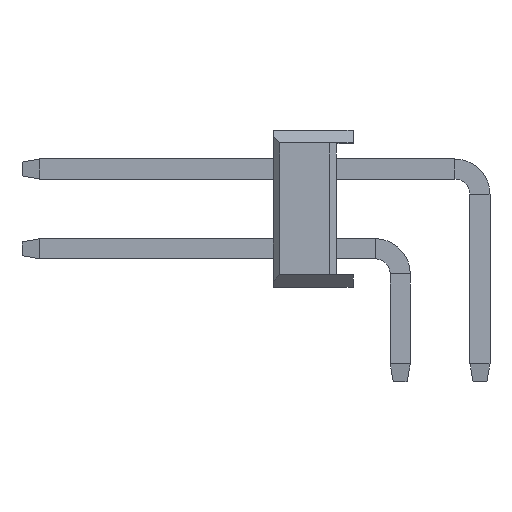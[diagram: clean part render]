
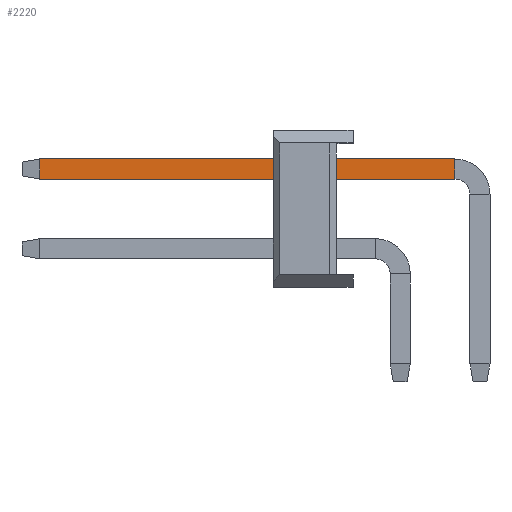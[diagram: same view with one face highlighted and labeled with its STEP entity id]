
A CAD part, left-side view. The second image highlights one B-rep face of the part: STEP entity #2220.
In plain terms, the highlighted planar face has unit normal (-1, 0, 0).
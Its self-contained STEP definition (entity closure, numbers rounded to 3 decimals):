
#85 = EDGE_CURVE ( 'NONE', #10420, #12910, #7689, .T. ) ;
#443 = LINE ( 'NONE', #8825, #3067 ) ;
#1069 = AXIS2_PLACEMENT_3D ( 'NONE', #6746, #2329, #10055 ) ;
#1072 = VERTEX_POINT ( 'NONE', #11101 ) ;
#1206 = PLANE ( 'NONE',  #1069 ) ;
#2054 = CARTESIAN_POINT ( 'NONE',  ( -15.56, -3.24, 1.59 ) ) ;
#2220 = ADVANCED_FACE ( 'NONE', ( #8409 ), #1206, .F. ) ;
#2248 = EDGE_CURVE ( 'NONE', #1072, #10798, #7033, .T. ) ;
#2273 = DIRECTION ( 'NONE',  ( 0., -1., 0. ) ) ;
#2329 = DIRECTION ( 'NONE',  ( 1., 0., 0. ) ) ;
#3067 = VECTOR ( 'NONE', #6624, 1000. ) ;
#3498 = CARTESIAN_POINT ( 'NONE',  ( -15.56, 10.54, 0.95 ) ) ;
#4170 = CARTESIAN_POINT ( 'NONE',  ( -15.56, 10.54, 1.59 ) ) ;
#5039 = ORIENTED_EDGE ( 'NONE', *, *, #2248, .T. ) ;
#6624 = DIRECTION ( 'NONE',  ( 0., 0., -1. ) ) ;
#6746 = CARTESIAN_POINT ( 'NONE',  ( -15.56, 10.54, 1.59 ) ) ;
#7033 = LINE ( 'NONE', #3498, #12555 ) ;
#7689 = LINE ( 'NONE', #4170, #13202 ) ;
#7781 = VECTOR ( 'NONE', #10903, 1000. ) ;
#7999 = ORIENTED_EDGE ( 'NONE', *, *, #11582, .T. ) ;
#8241 = CARTESIAN_POINT ( 'NONE',  ( -15.56, -3.24, 1.59 ) ) ;
#8409 = FACE_OUTER_BOUND ( 'NONE', #10880, .T. ) ;
#8825 = CARTESIAN_POINT ( 'NONE',  ( -15.56, 9.973, 1.59 ) ) ;
#9939 = ORIENTED_EDGE ( 'NONE', *, *, #85, .F. ) ;
#10055 = DIRECTION ( 'NONE',  ( 0., 0., -1. ) ) ;
#10153 = EDGE_CURVE ( 'NONE', #12910, #10798, #10709, .T. ) ;
#10420 = VERTEX_POINT ( 'NONE', #12547 ) ;
#10709 = LINE ( 'NONE', #2054, #7781 ) ;
#10798 = VERTEX_POINT ( 'NONE', #11798 ) ;
#10880 = EDGE_LOOP ( 'NONE', ( #9939, #7999, #5039, #12394 ) ) ;
#10903 = DIRECTION ( 'NONE',  ( 0., 0., -1. ) ) ;
#11101 = CARTESIAN_POINT ( 'NONE',  ( -15.56, 9.973, 0.95 ) ) ;
#11582 = EDGE_CURVE ( 'NONE', #10420, #1072, #443, .T. ) ;
#11798 = CARTESIAN_POINT ( 'NONE',  ( -15.56, -3.24, 0.95 ) ) ;
#12335 = DIRECTION ( 'NONE',  ( 0., -1., 0. ) ) ;
#12394 = ORIENTED_EDGE ( 'NONE', *, *, #10153, .F. ) ;
#12547 = CARTESIAN_POINT ( 'NONE',  ( -15.56, 9.973, 1.59 ) ) ;
#12555 = VECTOR ( 'NONE', #12335, 1000. ) ;
#12910 = VERTEX_POINT ( 'NONE', #8241 ) ;
#13202 = VECTOR ( 'NONE', #2273, 1000. ) ;
